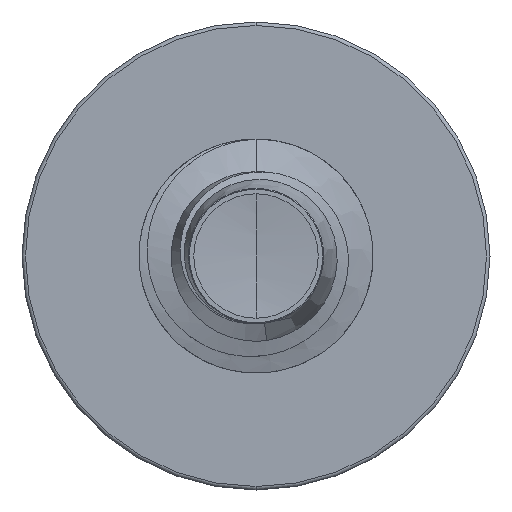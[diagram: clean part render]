
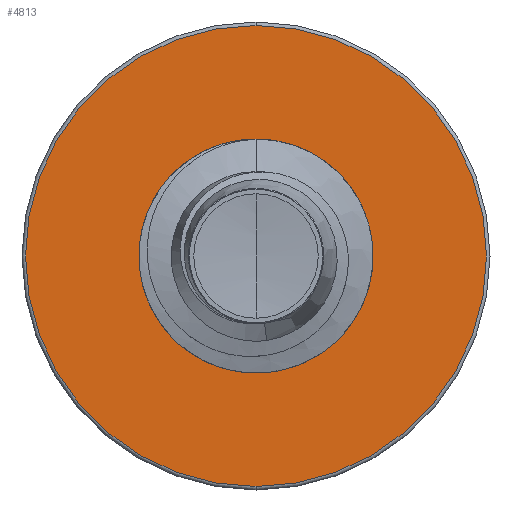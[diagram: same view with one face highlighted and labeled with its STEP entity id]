
A CAD part, front view. The second image highlights one B-rep face of the part: STEP entity #4813.
In plain terms, the highlighted planar face has unit normal (0, -1, 0).
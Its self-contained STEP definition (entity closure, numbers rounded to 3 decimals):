
#8 = CARTESIAN_POINT ( 'NONE',  ( 0., 3.5, -1.576 ) ) ;
#100 = EDGE_CURVE ( 'NONE', #7422, #1559, #1736, .T. ) ;
#389 = CIRCLE ( 'NONE', #927, 0.789 ) ;
#430 = AXIS2_PLACEMENT_3D ( 'NONE', #2981, #3692, #3682 ) ;
#648 = ORIENTED_EDGE ( 'NONE', *, *, #100, .T. ) ;
#698 = AXIS2_PLACEMENT_3D ( 'NONE', #1961, #1951, #1946 ) ;
#927 = AXIS2_PLACEMENT_3D ( 'NONE', #3304, #3291, #3287 ) ;
#971 = VERTEX_POINT ( 'NONE', #8 ) ;
#1268 = CARTESIAN_POINT ( 'NONE',  ( 0., 3.5, 1.576 ) ) ;
#1412 = ORIENTED_EDGE ( 'NONE', *, *, #8013, .F. ) ;
#1505 = ORIENTED_EDGE ( 'NONE', *, *, #4687, .F. ) ;
#1559 = VERTEX_POINT ( 'NONE', #4828 ) ;
#1661 = ORIENTED_EDGE ( 'NONE', *, *, #4545, .T. ) ;
#1736 = CIRCLE ( 'NONE', #3475, 0.789 ) ;
#1900 = PLANE ( 'NONE',  #430 ) ;
#1946 = DIRECTION ( 'NONE',  ( 0., 0., 1. ) ) ;
#1951 = DIRECTION ( 'NONE',  ( 0., 1., 0. ) ) ;
#1961 = CARTESIAN_POINT ( 'NONE',  ( 0., 3.5, 0. ) ) ;
#2981 = CARTESIAN_POINT ( 'NONE',  ( 0., 3.5, -0.789 ) ) ;
#3287 = DIRECTION ( 'NONE',  ( 0., 0., 1. ) ) ;
#3291 = DIRECTION ( 'NONE',  ( 0., 1., 0. ) ) ;
#3293 = DIRECTION ( 'NONE',  ( 0., 0., 1. ) ) ;
#3304 = CARTESIAN_POINT ( 'NONE',  ( 0., 3.5, 0. ) ) ;
#3475 = AXIS2_PLACEMENT_3D ( 'NONE', #5185, #6352, #3293 ) ;
#3527 = VERTEX_POINT ( 'NONE', #1268 ) ;
#3682 = DIRECTION ( 'NONE',  ( 0., 0., 1. ) ) ;
#3692 = DIRECTION ( 'NONE',  ( 0., 1., 0. ) ) ;
#4545 = EDGE_CURVE ( 'NONE', #1559, #7422, #389, .T. ) ;
#4687 = EDGE_CURVE ( 'NONE', #971, #3527, #7026, .T. ) ;
#4813 = ADVANCED_FACE ( 'NONE', ( #4854, #8638 ), #1900, .F. ) ;
#4828 = CARTESIAN_POINT ( 'NONE',  ( 0., 3.5, 0.789 ) ) ;
#4854 = FACE_OUTER_BOUND ( 'NONE', #8030, .T. ) ;
#5185 = CARTESIAN_POINT ( 'NONE',  ( 0., 3.5, 0. ) ) ;
#5585 = EDGE_LOOP ( 'NONE', ( #1661, #648 ) ) ;
#6352 = DIRECTION ( 'NONE',  ( 0., 1., 0. ) ) ;
#6758 = CIRCLE ( 'NONE', #9509, 1.576 ) ;
#7026 = CIRCLE ( 'NONE', #698, 1.576 ) ;
#7056 = DIRECTION ( 'NONE',  ( 0., 0., 1. ) ) ;
#7060 = DIRECTION ( 'NONE',  ( 0., 1., 0. ) ) ;
#7069 = CARTESIAN_POINT ( 'NONE',  ( 0., 3.5, 0. ) ) ;
#7422 = VERTEX_POINT ( 'NONE', #7792 ) ;
#7792 = CARTESIAN_POINT ( 'NONE',  ( 0., 3.5, -0.789 ) ) ;
#8013 = EDGE_CURVE ( 'NONE', #3527, #971, #6758, .T. ) ;
#8030 = EDGE_LOOP ( 'NONE', ( #1412, #1505 ) ) ;
#8638 = FACE_BOUND ( 'NONE', #5585, .T. ) ;
#9509 = AXIS2_PLACEMENT_3D ( 'NONE', #7069, #7060, #7056 ) ;
